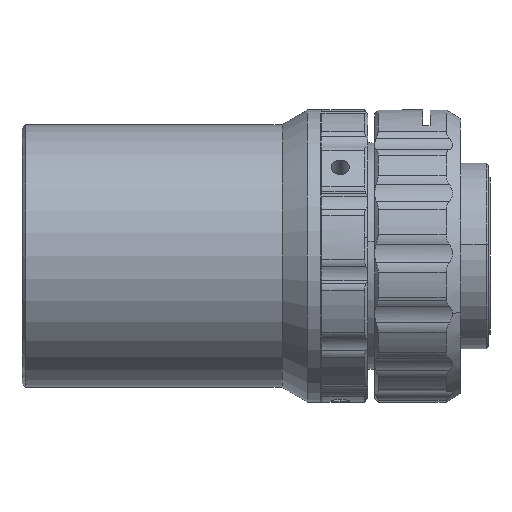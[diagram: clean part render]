
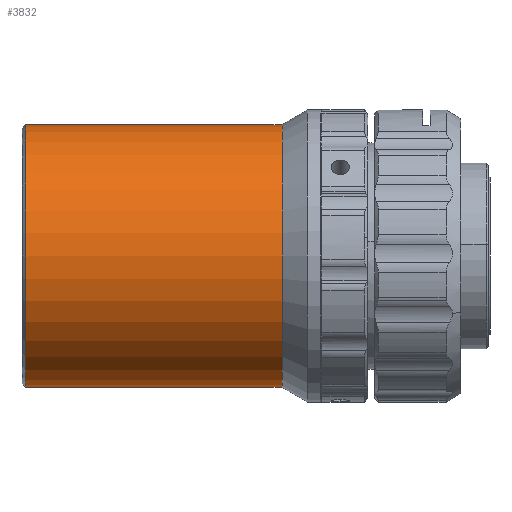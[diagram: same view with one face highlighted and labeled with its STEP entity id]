
A CAD part, front view. The second image highlights one B-rep face of the part: STEP entity #3832.
In plain terms, the highlighted cylindrical face has radius 18 mm (diameter 36 mm), a partial arc.
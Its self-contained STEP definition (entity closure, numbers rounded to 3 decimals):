
#83 = VERTEX_POINT ( 'NONE', #6757 ) ;
#156 = CARTESIAN_POINT ( 'NONE',  ( 0.5, 0., 18. ) ) ;
#369 = CARTESIAN_POINT ( 'NONE',  ( 0., 0., -18. ) ) ;
#642 = VERTEX_POINT ( 'NONE', #8282 ) ;
#705 = CARTESIAN_POINT ( 'NONE',  ( 0., 0., 18. ) ) ;
#772 = VECTOR ( 'NONE', #7019, 1000. ) ;
#1026 = AXIS2_PLACEMENT_3D ( 'NONE', #1340, #8315, #8375 ) ;
#1269 = AXIS2_PLACEMENT_3D ( 'NONE', #1409, #7732, #6218 ) ;
#1340 = CARTESIAN_POINT ( 'NONE',  ( 35.596, 0., 0. ) ) ;
#1409 = CARTESIAN_POINT ( 'NONE',  ( 0., 0., 0. ) ) ;
#1997 = AXIS2_PLACEMENT_3D ( 'NONE', #8537, #7885, #4999 ) ;
#2328 = EDGE_CURVE ( 'NONE', #642, #83, #3861, .T. ) ;
#2548 = DIRECTION ( 'NONE',  ( -1., 0., 0. ) ) ;
#2641 = LINE ( 'NONE', #705, #772 ) ;
#3086 = EDGE_CURVE ( 'NONE', #642, #7168, #9008, .T. ) ;
#3212 = EDGE_CURVE ( 'NONE', #7168, #4749, #2641, .T. ) ;
#3652 = VECTOR ( 'NONE', #2548, 1000. ) ;
#3832 = ADVANCED_FACE ( 'NONE', ( #8879 ), #6791, .T. ) ;
#3861 = LINE ( 'NONE', #369, #3652 ) ;
#4659 = ORIENTED_EDGE ( 'NONE', *, *, #3212, .T. ) ;
#4749 = VERTEX_POINT ( 'NONE', #156 ) ;
#4893 = CARTESIAN_POINT ( 'NONE',  ( 35.596, 0., 18. ) ) ;
#4999 = DIRECTION ( 'NONE',  ( 0., 0., -1. ) ) ;
#5142 = ORIENTED_EDGE ( 'NONE', *, *, #2328, .F. ) ;
#5381 = EDGE_CURVE ( 'NONE', #4749, #83, #7406, .T. ) ;
#6218 = DIRECTION ( 'NONE',  ( 0., 0., 1. ) ) ;
#6757 = CARTESIAN_POINT ( 'NONE',  ( 0.5, 0., -18. ) ) ;
#6791 = CYLINDRICAL_SURFACE ( 'NONE', #1269, 18. ) ;
#7019 = DIRECTION ( 'NONE',  ( -1., 0., 0. ) ) ;
#7168 = VERTEX_POINT ( 'NONE', #4893 ) ;
#7406 = CIRCLE ( 'NONE', #1997, 18. ) ;
#7732 = DIRECTION ( 'NONE',  ( -1., 0., 0. ) ) ;
#7885 = DIRECTION ( 'NONE',  ( 1., 0., 0. ) ) ;
#7925 = ORIENTED_EDGE ( 'NONE', *, *, #3086, .T. ) ;
#8282 = CARTESIAN_POINT ( 'NONE',  ( 35.596, 0., -18. ) ) ;
#8315 = DIRECTION ( 'NONE',  ( -1., 0., 0. ) ) ;
#8375 = DIRECTION ( 'NONE',  ( 0., 0., 1. ) ) ;
#8537 = CARTESIAN_POINT ( 'NONE',  ( 0.5, 0., 0. ) ) ;
#8857 = EDGE_LOOP ( 'NONE', ( #5142, #7925, #4659, #8868 ) ) ;
#8868 = ORIENTED_EDGE ( 'NONE', *, *, #5381, .T. ) ;
#8879 = FACE_OUTER_BOUND ( 'NONE', #8857, .T. ) ;
#9008 = CIRCLE ( 'NONE', #1026, 18. ) ;
